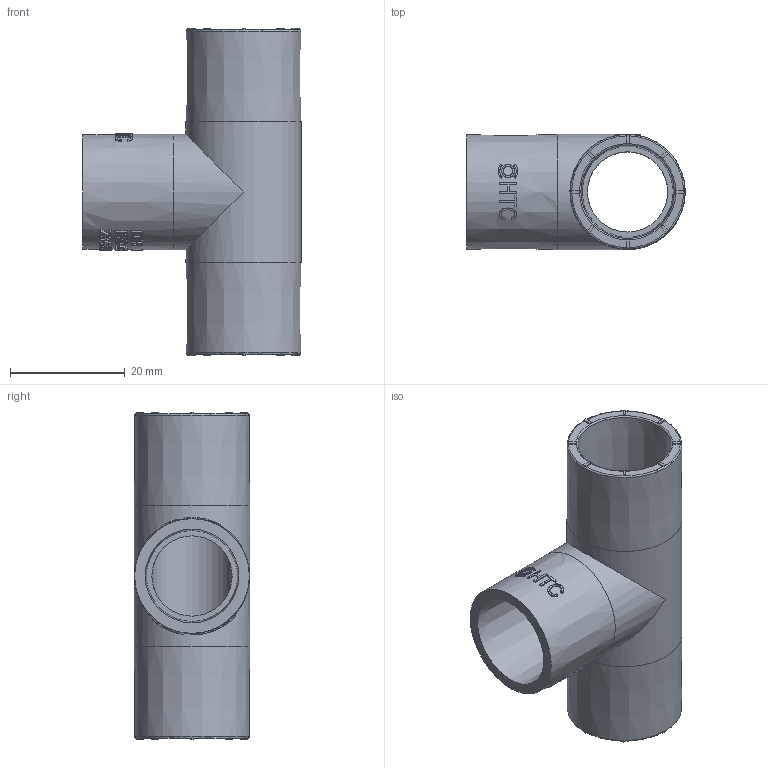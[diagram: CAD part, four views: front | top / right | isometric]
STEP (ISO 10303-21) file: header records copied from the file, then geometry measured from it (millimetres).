
FILE_DESCRIPTION(/* description */ (''),/* implementation_level */ '2;1');
FILE_NAME(/* name */ '16 三通.stp',/* time_stamp */ '2025-03-29T16:13:02+08:00',/* author */ (''),/* organization */ (''),/* preprocessor_version */ 'ST-DEVELOPER v16',/* originating_system */ 'SIEMENS PLM Software NX 10.0',/* authorisation */ '');
FILE_SCHEMA (('AUTOMOTIVE_DESIGN { 1 0 10303 214 3 1 1 1 }'));
Length unit declared in the file: millimetre
Products named in the file (1): gelv1774380Bv0em
Bounding box: 38.1 x 20.1 x 57.1 mm (x, y, z)
Volume: 9897.5 mm3; surface area: 8651.1 mm2
Topology: 1 solids, 1 shells, 508 faces, 1371 edges, 912 vertices
Faces by surface type: plane 237, extrusion 186, cone 51, cylinder 30, torus 4
Full cylindrical faces by diameter (mm): 1.655 x1, 2.255 x1, 14 x2, 20.1 x2
Entity records: 20794 total; most frequent: CARTESIAN_POINT 8838, ORIENTED_EDGE 2682, DIRECTION 1942, EDGE_CURVE 1341, VERTEX_POINT 901, VECTOR 768, B_SPLINE_CURVE_WITH_KNOTS 681, AXIS2_PLACEMENT_3D 587
